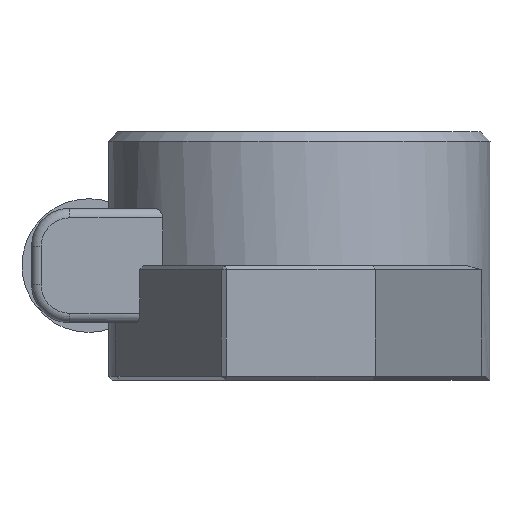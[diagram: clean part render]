
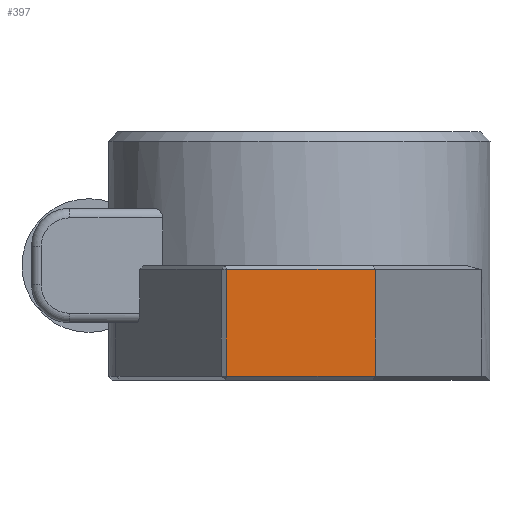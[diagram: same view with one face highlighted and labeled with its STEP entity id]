
A CAD part, left-side view. The second image highlights one B-rep face of the part: STEP entity #397.
In plain terms, the highlighted planar face has unit normal (-1, 0, 0).
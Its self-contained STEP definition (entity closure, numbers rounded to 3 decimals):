
#218=FACE_OUTER_BOUND('',#767,.T.);
#397=ADVANCED_FACE('',(#218),#567,.T.);
#567=PLANE('',#3327);
#767=EDGE_LOOP('',(#1173,#1174,#1175,#1176));
#1173=ORIENTED_EDGE('',*,*,#2209,.F.);
#1174=ORIENTED_EDGE('',*,*,#2215,.F.);
#1175=ORIENTED_EDGE('',*,*,#2220,.F.);
#1176=ORIENTED_EDGE('',*,*,#2256,.F.);
#1914=VERTEX_POINT('',#5110);
#1915=VERTEX_POINT('',#5114);
#1918=VERTEX_POINT('',#5126);
#1921=VERTEX_POINT('',#5141);
#2209=EDGE_CURVE('',#1915,#1914,#2816,.T.);
#2215=EDGE_CURVE('',#1918,#1915,#2822,.T.);
#2220=EDGE_CURVE('',#1921,#1918,#2826,.T.);
#2256=EDGE_CURVE('',#1914,#1921,#2855,.T.);
#2816=LINE('',#5119,#3063);
#2822=LINE('',#5131,#3069);
#2826=LINE('',#5140,#3073);
#2855=LINE('',#5225,#3102);
#3063=VECTOR('',#3671,1.);
#3069=VECTOR('',#3683,1.);
#3073=VECTOR('',#3695,1.);
#3102=VECTOR('',#3770,1.);
#3327=AXIS2_PLACEMENT_3D('',#5226,#3771,#3772);
#3671=DIRECTION('',(0.,-1.,0.));
#3683=DIRECTION('',(0.,0.,1.));
#3695=DIRECTION('',(0.,1.,0.));
#3770=DIRECTION('',(0.,0.,-1.));
#3771=DIRECTION('',(-1.,0.,0.));
#3772=DIRECTION('',(0.,0.,1.));
#5110=CARTESIAN_POINT('',(-21.5,-4.,-0.2));
#5114=CARTESIAN_POINT('',(-21.5,3.8,-0.2));
#5119=CARTESIAN_POINT('',(-21.5,3.8,-0.2));
#5126=CARTESIAN_POINT('',(-21.5,3.8,-5.8));
#5131=CARTESIAN_POINT('',(-21.5,3.8,-5.8));
#5140=CARTESIAN_POINT('',(-21.5,-4.,-5.8));
#5141=CARTESIAN_POINT('',(-21.5,-4.,-5.8));
#5225=CARTESIAN_POINT('',(-21.5,-4.,-0.2));
#5226=CARTESIAN_POINT('',(-21.5,4.,0.));
